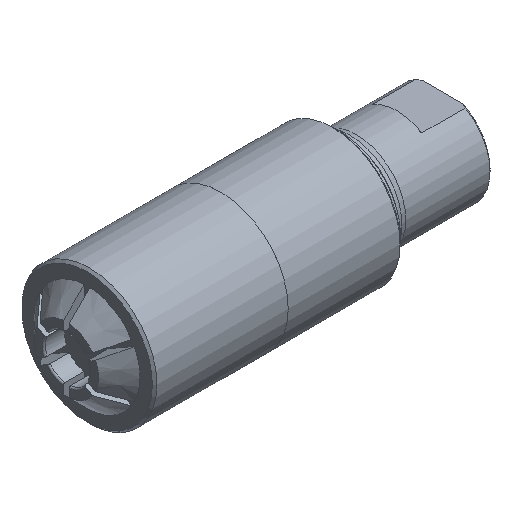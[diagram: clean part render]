
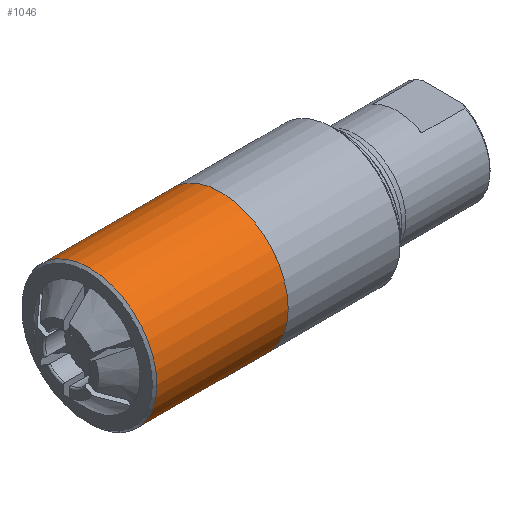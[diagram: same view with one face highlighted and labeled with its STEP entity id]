
A CAD part, isometric view. The second image highlights one B-rep face of the part: STEP entity #1046.
In plain terms, the highlighted cylindrical face has radius 15.011 mm (diameter 30.023 mm), a full revolution.
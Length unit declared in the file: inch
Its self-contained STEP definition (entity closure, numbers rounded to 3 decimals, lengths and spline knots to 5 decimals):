
#261=CYLINDRICAL_SURFACE('',#1154,0.591);
#279=FACE_BOUND('',#415,.T.);
#337=FACE_OUTER_BOUND('',#414,.T.);
#414=EDGE_LOOP('',(#927));
#415=EDGE_LOOP('',(#928));
#469=CIRCLE('',#1153,0.591);
#470=CIRCLE('',#1155,0.591);
#560=VERTEX_POINT('',#1925);
#561=VERTEX_POINT('',#1928);
#689=EDGE_CURVE('',#560,#560,#469,.T.);
#690=EDGE_CURVE('',#561,#561,#470,.T.);
#927=ORIENTED_EDGE('',*,*,#690,.F.);
#928=ORIENTED_EDGE('',*,*,#689,.T.);
#1046=ADVANCED_FACE('',(#337,#279),#261,.T.);
#1153=AXIS2_PLACEMENT_3D('',#1926,#1401,#1402);
#1154=AXIS2_PLACEMENT_3D('',#1927,#1403,#1404);
#1155=AXIS2_PLACEMENT_3D('',#1929,#1405,#1406);
#1401=DIRECTION('center_axis',(1.,0.,0.));
#1402=DIRECTION('ref_axis',(0.,-1.,0.));
#1403=DIRECTION('center_axis',(1.,0.,0.));
#1404=DIRECTION('ref_axis',(0.,-1.,0.));
#1405=DIRECTION('center_axis',(1.,0.,0.));
#1406=DIRECTION('ref_axis',(0.,-1.,0.));
#1925=CARTESIAN_POINT('',(-0.94606,-0.591,0.));
#1926=CARTESIAN_POINT('Origin',(-0.94606,0.,
0.));
#1927=CARTESIAN_POINT('Origin',(-0.37106,0.,
0.));
#1928=CARTESIAN_POINT('',(0.20394,-0.591,0.));
#1929=CARTESIAN_POINT('Origin',(0.20394,0.,
0.));
